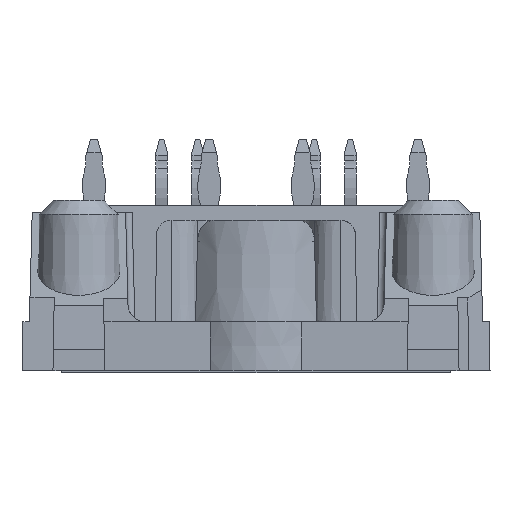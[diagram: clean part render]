
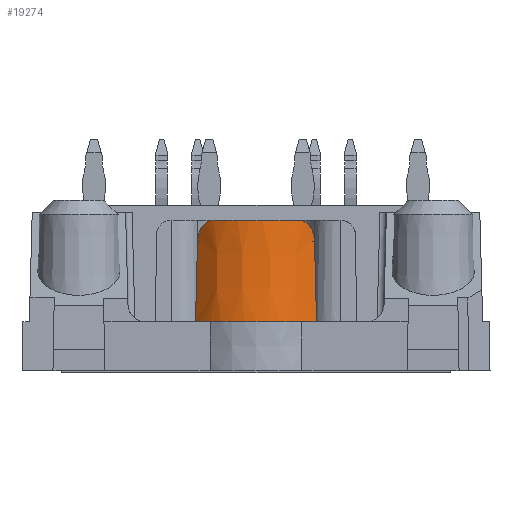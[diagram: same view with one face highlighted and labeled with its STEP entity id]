
A CAD part, left-side view. The second image highlights one B-rep face of the part: STEP entity #19274.
In plain terms, the highlighted conical face has half-angle 1 degrees and reference radius 5.5 mm.
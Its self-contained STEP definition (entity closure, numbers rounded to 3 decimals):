
#31=B_SPLINE_CURVE_WITH_KNOTS('',3,(#26859,#26860,#26861,#26862,#26863,
#26864,#26865,#26866,#26867,#26868,#26869,#26870,#26871,#26872,#26873,#26874,
#26875,#26876,#26877,#26878,#26879,#26880,#26881,#26882,#26883,#26884,#26885,
#26886,#26887,#26888,#26889,#26890,#26891,#26892,#26893,#26894,#26895,#26896,
#26897,#26898),.UNSPECIFIED.,.F.,.F.,(4,1,1,2,2,2,1,1,2,1,2,2,1,1,2,2,2,
2,1,2,2,2,1,1,4),(0.,0.062,0.125,0.187,
0.203,0.219,0.25,0.312,
0.375,0.406,0.422,0.437,
0.5,0.562,0.625,0.641,
0.656,0.687,0.75,0.812,
0.844,0.859,0.875,0.937,
1.),.UNSPECIFIED.);
#32=B_SPLINE_CURVE_WITH_KNOTS('',3,(#26908,#26909,#26910,#26911,#26912,
#26913,#26914,#26915,#26916,#26917,#26918,#26919,#26920,#26921,#26922,#26923,
#26924,#26925,#26926,#26927,#26928,#26929,#26930,#26931,#26932,#26933,#26934,
#26935,#26936,#26937,#26938,#26939,#26940,#26941,#26942,#26943,#26944,#26945,
#26946,#26947),.UNSPECIFIED.,.F.,.F.,(4,1,1,2,2,2,1,1,2,1,2,2,1,1,2,2,2,
2,1,2,1,2,2,1,4),(0.,0.062,0.125,0.187,
0.203,0.219,0.25,0.312,
0.375,0.406,0.422,0.437,
0.5,0.562,0.625,0.641,
0.656,0.687,0.75,0.812,
0.844,0.859,0.875,0.937,
1.),.UNSPECIFIED.);
#34=B_SPLINE_CURVE_WITH_KNOTS('',3,(#27039,#27040,#27041,#27042),
 .UNSPECIFIED.,.F.,.F.,(4,4),(0.,1.),.PIECEWISE_BEZIER_KNOTS.);
#37=B_SPLINE_CURVE_WITH_KNOTS('',3,(#27060,#27061,#27062,#27063),
 .UNSPECIFIED.,.F.,.F.,(4,4),(0.,1.),.PIECEWISE_BEZIER_KNOTS.);
#72=CONICAL_SURFACE('',#20285,5.5,0.017);
#226=CIRCLE('',#20247,5.377);
#239=CIRCLE('',#20286,5.5);
#240=CIRCLE('',#20287,5.5);
#241=CIRCLE('',#20288,5.5);
#2097=ORIENTED_EDGE('',*,*,#5677,.T.);
#2098=ORIENTED_EDGE('',*,*,#5690,.F.);
#2099=ORIENTED_EDGE('',*,*,#5691,.F.);
#2100=ORIENTED_EDGE('',*,*,#5692,.F.);
#2101=ORIENTED_EDGE('',*,*,#5671,.F.);
#2102=ORIENTED_EDGE('',*,*,#5644,.F.);
#2103=ORIENTED_EDGE('',*,*,#5641,.T.);
#2104=ORIENTED_EDGE('',*,*,#5639,.F.);
#5639=EDGE_CURVE('',#7505,#7506,#31,.T.);
#5641=EDGE_CURVE('',#7507,#7506,#226,.F.);
#5644=EDGE_CURVE('',#7507,#7509,#32,.T.);
#5671=EDGE_CURVE('',#7509,#7523,#34,.T.);
#5677=EDGE_CURVE('',#7505,#7526,#37,.T.);
#5690=EDGE_CURVE('',#7537,#7526,#239,.T.);
#5691=EDGE_CURVE('',#7538,#7537,#240,.T.);
#5692=EDGE_CURVE('',#7523,#7538,#241,.T.);
#7505=VERTEX_POINT('',#26858);
#7506=VERTEX_POINT('',#26899);
#7507=VERTEX_POINT('',#26903);
#7509=VERTEX_POINT('',#26948);
#7523=VERTEX_POINT('',#27043);
#7526=VERTEX_POINT('',#27059);
#7537=VERTEX_POINT('',#27095);
#7538=VERTEX_POINT('',#27097);
#11741=EDGE_LOOP('',(#2097,#2098,#2099,#2100,#2101,#2102,#2103,#2104));
#12599=FACE_BOUND('',#11741,.T.);
#19274=ADVANCED_FACE('',(#12599),#72,.T.);
#20247=AXIS2_PLACEMENT_3D('',#26902,#22441,#22442);
#20285=AXIS2_PLACEMENT_3D('',#27093,#22545,#22546);
#20286=AXIS2_PLACEMENT_3D('',#27094,#22547,#22548);
#20287=AXIS2_PLACEMENT_3D('',#27096,#22549,#22550);
#20288=AXIS2_PLACEMENT_3D('',#27098,#22551,#22552);
#22441=DIRECTION('',(0.,0.,1.));
#22442=DIRECTION('',(1.,0.,0.));
#22545=DIRECTION('',(0.,0.,-1.));
#22546=DIRECTION('',(-1.,0.,0.));
#22547=DIRECTION('',(0.,0.,-1.));
#22548=DIRECTION('',(-1.,0.,0.));
#22549=DIRECTION('',(0.,0.,-1.));
#22550=DIRECTION('',(-1.,0.,0.));
#22551=DIRECTION('',(0.,0.,-1.));
#22552=DIRECTION('',(-1.,0.,0.));
#26858=CARTESIAN_POINT('',(-31.061,4.063,8.976));
#26859=CARTESIAN_POINT('',(-31.061,4.063,8.976));
#26860=CARTESIAN_POINT('',(-31.061,4.062,9.026));
#26861=CARTESIAN_POINT('',(-31.065,4.056,9.124));
#26862=CARTESIAN_POINT('',(-31.081,4.039,9.268));
#26863=CARTESIAN_POINT('',(-31.099,4.021,9.363));
#26864=CARTESIAN_POINT('',(-31.112,4.007,9.421));
#26865=CARTESIAN_POINT('',(-31.115,4.004,9.433));
#26866=CARTESIAN_POINT('',(-31.121,3.999,9.456));
#26867=CARTESIAN_POINT('',(-31.124,3.996,9.468));
#26868=CARTESIAN_POINT('',(-31.133,3.986,9.502));
#26869=CARTESIAN_POINT('',(-31.153,3.967,9.571));
#26870=CARTESIAN_POINT('',(-31.191,3.928,9.68));
#26871=CARTESIAN_POINT('',(-31.228,3.892,9.763));
#26872=CARTESIAN_POINT('',(-31.257,3.862,9.824));
#26873=CARTESIAN_POINT('',(-31.272,3.846,9.853));
#26874=CARTESIAN_POINT('',(-31.288,3.83,9.882));
#26875=CARTESIAN_POINT('',(-31.299,3.819,9.901));
#26876=CARTESIAN_POINT('',(-31.305,3.813,9.911));
#26877=CARTESIAN_POINT('',(-31.332,3.784,9.958));
#26878=CARTESIAN_POINT('',(-31.379,3.735,10.029));
#26879=CARTESIAN_POINT('',(-31.453,3.654,10.125));
#26880=CARTESIAN_POINT('',(-31.506,3.594,10.182));
#26881=CARTESIAN_POINT('',(-31.54,3.554,10.215));
#26882=CARTESIAN_POINT('',(-31.547,3.547,10.222));
#26883=CARTESIAN_POINT('',(-31.561,3.53,10.235));
#26884=CARTESIAN_POINT('',(-31.567,3.522,10.241));
#26885=CARTESIAN_POINT('',(-31.588,3.498,10.259));
#26886=CARTESIAN_POINT('',(-31.602,3.481,10.271));
#26887=CARTESIAN_POINT('',(-31.644,3.431,10.305));
#26888=CARTESIAN_POINT('',(-31.7,3.361,10.345));
#26889=CARTESIAN_POINT('',(-31.756,3.288,10.376));
#26890=CARTESIAN_POINT('',(-31.799,3.231,10.396));
#26891=CARTESIAN_POINT('',(-31.813,3.212,10.402));
#26892=CARTESIAN_POINT('',(-31.834,3.183,10.411));
#26893=CARTESIAN_POINT('',(-31.841,3.173,10.413));
#26894=CARTESIAN_POINT('',(-31.856,3.154,10.418));
#26895=CARTESIAN_POINT('',(-31.891,3.105,10.43));
#26896=CARTESIAN_POINT('',(-31.953,3.014,10.446));
#26897=CARTESIAN_POINT('',(-32.007,2.932,10.45));
#26898=CARTESIAN_POINT('',(-32.034,2.89,10.45));
#26899=CARTESIAN_POINT('',(-32.034,2.89,10.45));
#26902=CARTESIAN_POINT('',(-27.5,0.,10.45));
#26903=CARTESIAN_POINT('',(-32.034,-2.89,10.45));
#26908=CARTESIAN_POINT('',(-32.034,-2.89,10.45));
#26909=CARTESIAN_POINT('',(-32.007,-2.932,10.45));
#26910=CARTESIAN_POINT('',(-31.954,-3.014,10.446));
#26911=CARTESIAN_POINT('',(-31.871,-3.133,10.426));
#26912=CARTESIAN_POINT('',(-31.815,-3.21,10.403));
#26913=CARTESIAN_POINT('',(-31.779,-3.258,10.387));
#26914=CARTESIAN_POINT('',(-31.772,-3.267,10.383));
#26915=CARTESIAN_POINT('',(-31.758,-3.286,10.376));
#26916=CARTESIAN_POINT('',(-31.751,-3.295,10.372));
#26917=CARTESIAN_POINT('',(-31.729,-3.323,10.36));
#26918=CARTESIAN_POINT('',(-31.687,-3.378,10.335));
#26919=CARTESIAN_POINT('',(-31.616,-3.465,10.285));
#26920=CARTESIAN_POINT('',(-31.562,-3.529,10.237));
#26921=CARTESIAN_POINT('',(-31.521,-3.576,10.197));
#26922=CARTESIAN_POINT('',(-31.501,-3.599,10.177));
#26923=CARTESIAN_POINT('',(-31.481,-3.622,10.155));
#26924=CARTESIAN_POINT('',(-31.468,-3.636,10.14));
#26925=CARTESIAN_POINT('',(-31.462,-3.644,10.133));
#26926=CARTESIAN_POINT('',(-31.429,-3.68,10.094));
#26927=CARTESIAN_POINT('',(-31.379,-3.735,10.03));
#26928=CARTESIAN_POINT('',(-31.31,-3.808,9.924));
#26929=CARTESIAN_POINT('',(-31.268,-3.851,9.846));
#26930=CARTESIAN_POINT('',(-31.243,-3.876,9.796));
#26931=CARTESIAN_POINT('',(-31.239,-3.881,9.785));
#26932=CARTESIAN_POINT('',(-31.229,-3.89,9.765));
#26933=CARTESIAN_POINT('',(-31.224,-3.895,9.754));
#26934=CARTESIAN_POINT('',(-31.21,-3.909,9.723));
#26935=CARTESIAN_POINT('',(-31.202,-3.918,9.702));
#26936=CARTESIAN_POINT('',(-31.176,-3.943,9.638));
#26937=CARTESIAN_POINT('',(-31.145,-3.974,9.55));
#26938=CARTESIAN_POINT('',(-31.121,-3.999,9.459));
#26939=CARTESIAN_POINT('',(-31.105,-4.015,9.389));
#26940=CARTESIAN_POINT('',(-31.097,-4.022,9.353));
#26941=CARTESIAN_POINT('',(-31.091,-4.029,9.318));
#26942=CARTESIAN_POINT('',(-31.087,-4.033,9.293));
#26943=CARTESIAN_POINT('',(-31.085,-4.035,9.281));
#26944=CARTESIAN_POINT('',(-31.076,-4.044,9.221));
#26945=CARTESIAN_POINT('',(-31.065,-4.056,9.124));
#26946=CARTESIAN_POINT('',(-31.061,-4.062,9.026));
#26947=CARTESIAN_POINT('',(-31.061,-4.063,8.976));
#26948=CARTESIAN_POINT('',(-31.061,-4.063,8.976));
#27039=CARTESIAN_POINT('',(-31.061,-4.063,8.976));
#27040=CARTESIAN_POINT('',(-31.057,-4.11,7.117));
#27041=CARTESIAN_POINT('',(-31.053,-4.156,5.259));
#27042=CARTESIAN_POINT('',(-31.049,-4.201,3.4));
#27043=CARTESIAN_POINT('',(-31.049,-4.201,3.4));
#27059=CARTESIAN_POINT('',(-31.049,4.201,3.4));
#27060=CARTESIAN_POINT('',(-31.061,4.063,8.976));
#27061=CARTESIAN_POINT('',(-31.057,4.11,7.117));
#27062=CARTESIAN_POINT('',(-31.053,4.156,5.259));
#27063=CARTESIAN_POINT('',(-31.049,4.201,3.4));
#27093=CARTESIAN_POINT('',(-27.5,0.,3.4));
#27094=CARTESIAN_POINT('',(-27.5,0.,3.4));
#27095=CARTESIAN_POINT('',(-32.,3.162,3.4));
#27096=CARTESIAN_POINT('',(-27.5,0.,3.4));
#27097=CARTESIAN_POINT('',(-32.,-3.162,3.4));
#27098=CARTESIAN_POINT('',(-27.5,0.,3.4));
